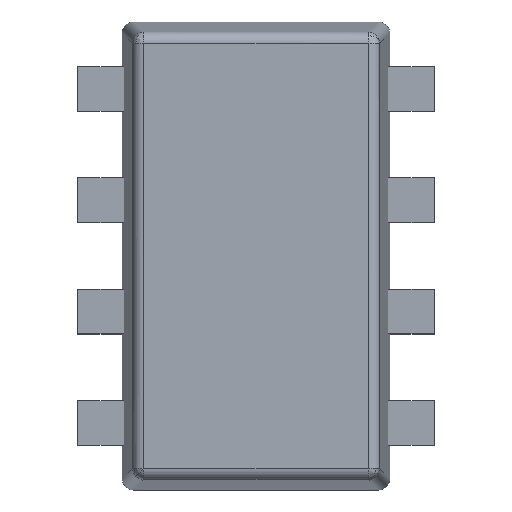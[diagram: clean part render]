
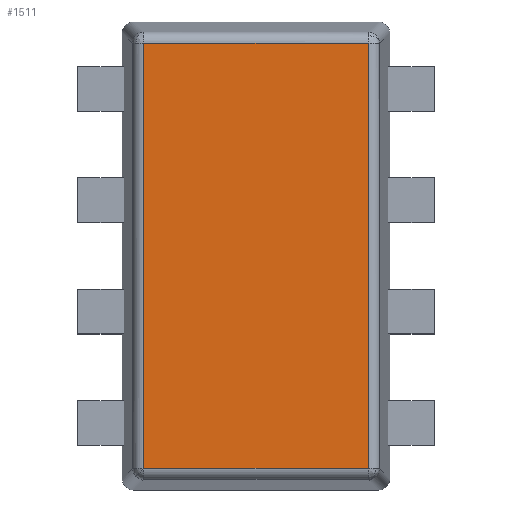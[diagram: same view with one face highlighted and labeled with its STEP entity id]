
A CAD part, top view. The second image highlights one B-rep face of the part: STEP entity #1511.
In plain terms, the highlighted face is planar.
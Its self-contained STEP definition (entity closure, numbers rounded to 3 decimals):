
#18 = CARTESIAN_POINT ( 'NONE',  ( 0.954, 0.575, 2.164 ) ) ;
#378 = ORIENTED_EDGE ( 'NONE', *, *, #1648, .T. ) ;
#450 = EDGE_CURVE ( 'NONE', #2754, #2005, #3559, .T. ) ;
#563 = CARTESIAN_POINT ( 'NONE',  ( 3.788, 0.575, -0.504 ) ) ;
#750 = VECTOR ( 'NONE', #2458, 1000. ) ;
#775 = ORIENTED_EDGE ( 'NONE', *, *, #3890, .F. ) ;
#779 = VECTOR ( 'NONE', #1253, 1000. ) ;
#971 = LINE ( 'NONE', #563, #2800 ) ;
#1056 = CARTESIAN_POINT ( 'NONE',  ( 0., 0.575, 0.504 ) ) ;
#1253 = DIRECTION ( 'NONE',  ( 0., 0., -1. ) ) ;
#1495 = CARTESIAN_POINT ( 'NONE',  ( 0.954, 0.575, 0.504 ) ) ;
#1511 = ADVANCED_FACE ( 'NONE', ( #3541 ), #3862, .T. ) ;
#1648 = EDGE_CURVE ( 'NONE', #4303, #2005, #4047, .T. ) ;
#2005 = VERTEX_POINT ( 'NONE', #1495 ) ;
#2106 = VECTOR ( 'NONE', #3971, 1000. ) ;
#2291 = EDGE_LOOP ( 'NONE', ( #4516, #775, #3607, #378 ) ) ;
#2458 = DIRECTION ( 'NONE',  ( 0., 0., 1. ) ) ;
#2497 = EDGE_CURVE ( 'NONE', #4303, #3924, #3698, .T. ) ;
#2754 = VERTEX_POINT ( 'NONE', #3237 ) ;
#2800 = VECTOR ( 'NONE', #3501, 1000. ) ;
#3237 = CARTESIAN_POINT ( 'NONE',  ( 0.954, 0.575, -0.504 ) ) ;
#3348 = AXIS2_PLACEMENT_3D ( 'NONE', #4140, #4156, #4174 ) ;
#3354 = CARTESIAN_POINT ( 'NONE',  ( -0.954, 0.575, 0.504 ) ) ;
#3501 = DIRECTION ( 'NONE',  ( 1., 0., 0. ) ) ;
#3541 = FACE_OUTER_BOUND ( 'NONE', #2291, .T. ) ;
#3559 = LINE ( 'NONE', #18, #750 ) ;
#3607 = ORIENTED_EDGE ( 'NONE', *, *, #2497, .F. ) ;
#3698 = LINE ( 'NONE', #4494, #779 ) ;
#3862 = PLANE ( 'NONE',  #3348 ) ;
#3890 = EDGE_CURVE ( 'NONE', #3924, #2754, #971, .T. ) ;
#3924 = VERTEX_POINT ( 'NONE', #4587 ) ;
#3971 = DIRECTION ( 'NONE',  ( 1., 0., 0. ) ) ;
#4047 = LINE ( 'NONE', #1056, #2106 ) ;
#4140 = CARTESIAN_POINT ( 'NONE',  ( 0., 0.575, 0. ) ) ;
#4156 = DIRECTION ( 'NONE',  ( 0., 1., 0. ) ) ;
#4174 = DIRECTION ( 'NONE',  ( 0., 0., 1. ) ) ;
#4303 = VERTEX_POINT ( 'NONE', #3354 ) ;
#4494 = CARTESIAN_POINT ( 'NONE',  ( -0.954, 0.575, -2.164 ) ) ;
#4516 = ORIENTED_EDGE ( 'NONE', *, *, #450, .F. ) ;
#4587 = CARTESIAN_POINT ( 'NONE',  ( -0.954, 0.575, -0.504 ) ) ;
